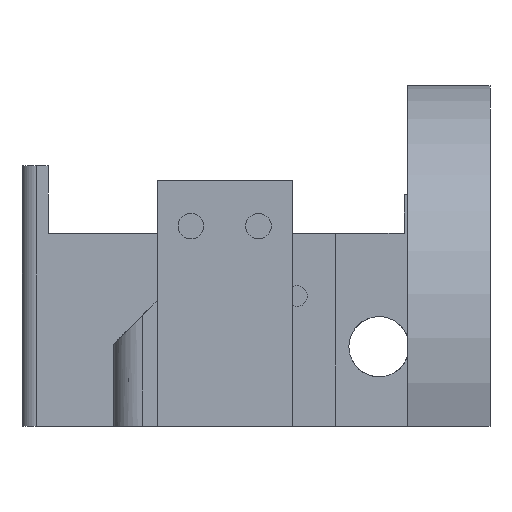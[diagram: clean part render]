
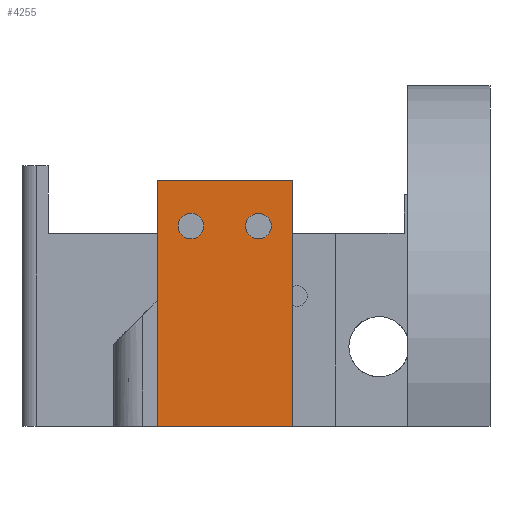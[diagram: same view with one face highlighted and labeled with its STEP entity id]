
A CAD part, left-side view. The second image highlights one B-rep face of the part: STEP entity #4255.
In plain terms, the highlighted planar face has unit normal (-1, 0, 0).
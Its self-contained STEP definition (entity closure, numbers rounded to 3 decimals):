
#31 = CARTESIAN_POINT ( 'NONE',  ( -76.5, 7., 25.5 ) ) ;
#77 = CARTESIAN_POINT ( 'NONE',  ( -76.5, 0., 0. ) ) ;
#180 = CARTESIAN_POINT ( 'NONE',  ( -76.5, -7., 0. ) ) ;
#204 = ORIENTED_EDGE ( 'NONE', *, *, #2931, .T. ) ;
#205 = DIRECTION ( 'NONE',  ( 0., 0., 1. ) ) ;
#308 = AXIS2_PLACEMENT_3D ( 'NONE', #6152, #3730, #5212 ) ;
#320 = CARTESIAN_POINT ( 'NONE',  ( -76.5, -3.5, 19.425 ) ) ;
#460 = EDGE_LOOP ( 'NONE', ( #204, #4851 ) ) ;
#578 = DIRECTION ( 'NONE',  ( 0., 0., 1. ) ) ;
#772 = EDGE_CURVE ( 'NONE', #1702, #2612, #4899, .T. ) ;
#895 = AXIS2_PLACEMENT_3D ( 'NONE', #6001, #3614, #205 ) ;
#1028 = AXIS2_PLACEMENT_3D ( 'NONE', #3100, #4155, #4059 ) ;
#1225 = VECTOR ( 'NONE', #3485, 1000. ) ;
#1231 = VERTEX_POINT ( 'NONE', #320 ) ;
#1248 = FACE_BOUND ( 'NONE', #4093, .T. ) ;
#1383 = CARTESIAN_POINT ( 'NONE',  ( -76.5, 3.5, 19.425 ) ) ;
#1387 = VERTEX_POINT ( 'NONE', #31 ) ;
#1401 = AXIS2_PLACEMENT_3D ( 'NONE', #5915, #4795, #578 ) ;
#1521 = AXIS2_PLACEMENT_3D ( 'NONE', #3186, #5154, #1733 ) ;
#1543 = LINE ( 'NONE', #77, #5217 ) ;
#1656 = CARTESIAN_POINT ( 'NONE',  ( -76.5, -3.5, 22.075 ) ) ;
#1663 = ORIENTED_EDGE ( 'NONE', *, *, #4179, .T. ) ;
#1702 = VERTEX_POINT ( 'NONE', #1383 ) ;
#1733 = DIRECTION ( 'NONE',  ( 0., 0., 1. ) ) ;
#1765 = PLANE ( 'NONE',  #308 ) ;
#1787 = CARTESIAN_POINT ( 'NONE',  ( -76.5, -7., 0. ) ) ;
#1904 = VERTEX_POINT ( 'NONE', #180 ) ;
#1907 = CARTESIAN_POINT ( 'NONE',  ( -76.5, 7., 0. ) ) ;
#2232 = VERTEX_POINT ( 'NONE', #1656 ) ;
#2376 = DIRECTION ( 'NONE',  ( 0., 0., -1. ) ) ;
#2555 = VECTOR ( 'NONE', #4682, 1000. ) ;
#2612 = VERTEX_POINT ( 'NONE', #3385 ) ;
#2613 = ORIENTED_EDGE ( 'NONE', *, *, #3195, .F. ) ;
#2634 = EDGE_CURVE ( 'NONE', #3644, #1904, #1543, .T. ) ;
#2747 = CARTESIAN_POINT ( 'NONE',  ( -76.5, 7., 0. ) ) ;
#2931 = EDGE_CURVE ( 'NONE', #2232, #1231, #3679, .T. ) ;
#3069 = VECTOR ( 'NONE', #2376, 1000. ) ;
#3100 = CARTESIAN_POINT ( 'NONE',  ( -76.5, -3.5, 20.75 ) ) ;
#3186 = CARTESIAN_POINT ( 'NONE',  ( -76.5, 3.5, 20.75 ) ) ;
#3195 = EDGE_CURVE ( 'NONE', #4509, #1904, #4850, .T. ) ;
#3385 = CARTESIAN_POINT ( 'NONE',  ( -76.5, 3.5, 22.075 ) ) ;
#3390 = LINE ( 'NONE', #3967, #1225 ) ;
#3457 = ORIENTED_EDGE ( 'NONE', *, *, #4657, .T. ) ;
#3485 = DIRECTION ( 'NONE',  ( 0., 1., 0. ) ) ;
#3542 = EDGE_CURVE ( 'NONE', #1387, #3644, #5325, .T. ) ;
#3614 = DIRECTION ( 'NONE',  ( 1., 0., 0. ) ) ;
#3644 = VERTEX_POINT ( 'NONE', #1907 ) ;
#3679 = CIRCLE ( 'NONE', #1401, 1.325 ) ;
#3700 = FACE_OUTER_BOUND ( 'NONE', #3877, .T. ) ;
#3730 = DIRECTION ( 'NONE',  ( -1., 0., 0. ) ) ;
#3732 = ORIENTED_EDGE ( 'NONE', *, *, #3542, .T. ) ;
#3747 = CARTESIAN_POINT ( 'NONE',  ( -76.5, -7., 25.5 ) ) ;
#3877 = EDGE_LOOP ( 'NONE', ( #2613, #3457, #3732, #5710 ) ) ;
#3967 = CARTESIAN_POINT ( 'NONE',  ( -76.5, 0., 25.5 ) ) ;
#4059 = DIRECTION ( 'NONE',  ( 0., 0., 1. ) ) ;
#4093 = EDGE_LOOP ( 'NONE', ( #1663, #4208 ) ) ;
#4155 = DIRECTION ( 'NONE',  ( 1., 0., 0. ) ) ;
#4179 = EDGE_CURVE ( 'NONE', #2612, #1702, #5440, .T. ) ;
#4180 = FACE_BOUND ( 'NONE', #460, .T. ) ;
#4208 = ORIENTED_EDGE ( 'NONE', *, *, #772, .T. ) ;
#4255 = ADVANCED_FACE ( 'NONE', ( #3700, #1248, #4180 ), #1765, .T. ) ;
#4509 = VERTEX_POINT ( 'NONE', #3747 ) ;
#4642 = CIRCLE ( 'NONE', #1028, 1.325 ) ;
#4657 = EDGE_CURVE ( 'NONE', #4509, #1387, #3390, .T. ) ;
#4682 = DIRECTION ( 'NONE',  ( 0., 0., -1. ) ) ;
#4795 = DIRECTION ( 'NONE',  ( 1., 0., 0. ) ) ;
#4850 = LINE ( 'NONE', #1787, #3069 ) ;
#4851 = ORIENTED_EDGE ( 'NONE', *, *, #5167, .T. ) ;
#4899 = CIRCLE ( 'NONE', #895, 1.325 ) ;
#5154 = DIRECTION ( 'NONE',  ( 1., 0., 0. ) ) ;
#5167 = EDGE_CURVE ( 'NONE', #1231, #2232, #4642, .T. ) ;
#5212 = DIRECTION ( 'NONE',  ( 0., 0., 1. ) ) ;
#5217 = VECTOR ( 'NONE', #6072, 1000. ) ;
#5325 = LINE ( 'NONE', #2747, #2555 ) ;
#5440 = CIRCLE ( 'NONE', #1521, 1.325 ) ;
#5710 = ORIENTED_EDGE ( 'NONE', *, *, #2634, .T. ) ;
#5915 = CARTESIAN_POINT ( 'NONE',  ( -76.5, -3.5, 20.75 ) ) ;
#6001 = CARTESIAN_POINT ( 'NONE',  ( -76.5, 3.5, 20.75 ) ) ;
#6072 = DIRECTION ( 'NONE',  ( 0., -1., 0. ) ) ;
#6152 = CARTESIAN_POINT ( 'NONE',  ( -76.5, 0., 0. ) ) ;
